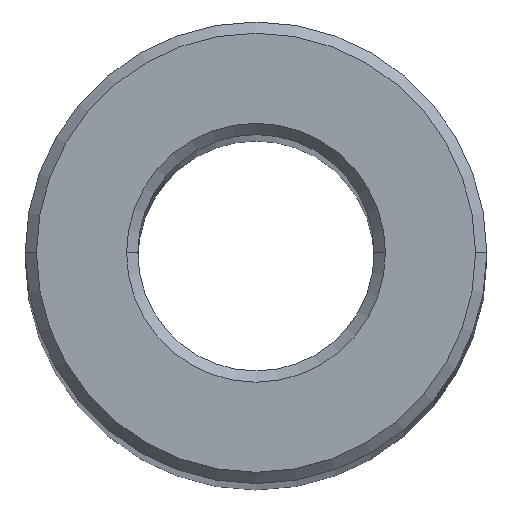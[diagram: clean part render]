
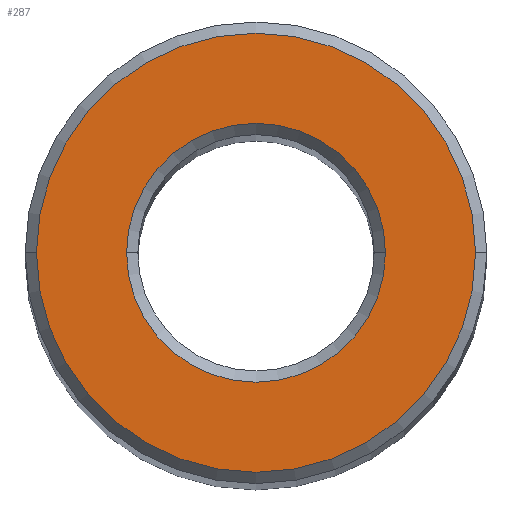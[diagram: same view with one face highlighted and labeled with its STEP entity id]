
A CAD part, top view. The second image highlights one B-rep face of the part: STEP entity #287.
In plain terms, the highlighted planar face has unit normal (0, 0, 1).
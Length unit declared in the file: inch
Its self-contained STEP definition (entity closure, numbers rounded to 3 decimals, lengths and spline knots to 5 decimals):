
#8 = CARTESIAN_POINT ( 'NONE',  ( 0., 0., 1.5 ) ) ;
#17 = DIRECTION ( 'NONE',  ( 0., 0., -1. ) ) ;
#31 = DIRECTION ( 'NONE',  ( 0., 0., -1. ) ) ;
#44 = DIRECTION ( 'NONE',  ( 1., 0., 0. ) ) ;
#48 = CIRCLE ( 'NONE', #67, 0.10515 ) ;
#54 = CARTESIAN_POINT ( 'NONE',  ( -0.17835, 0., 1.5 ) ) ;
#61 = DIRECTION ( 'NONE',  ( 1., 0., 0. ) ) ;
#63 = ORIENTED_EDGE ( 'NONE', *, *, #64, .T. ) ;
#64 = EDGE_CURVE ( 'NONE', #229, #181, #208, .T. ) ;
#67 = AXIS2_PLACEMENT_3D ( 'NONE', #450, #31, #61 ) ;
#71 = DIRECTION ( 'NONE',  ( 1., 0., 0. ) ) ;
#85 = VERTEX_POINT ( 'NONE', #357 ) ;
#94 = CARTESIAN_POINT ( 'NONE',  ( 0., 0., 1.5 ) ) ;
#106 = AXIS2_PLACEMENT_3D ( 'NONE', #393, #17, #216 ) ;
#127 = EDGE_CURVE ( 'NONE', #85, #163, #327, .T. ) ;
#136 = DIRECTION ( 'NONE',  ( 0., 0., 1. ) ) ;
#139 = ORIENTED_EDGE ( 'NONE', *, *, #291, .T. ) ;
#142 = AXIS2_PLACEMENT_3D ( 'NONE', #8, #149, #71 ) ;
#144 = CARTESIAN_POINT ( 'NONE',  ( 0., 0., 1.5 ) ) ;
#149 = DIRECTION ( 'NONE',  ( 0., 0., 1. ) ) ;
#153 = EDGE_CURVE ( 'NONE', #181, #229, #180, .T. ) ;
#163 = VERTEX_POINT ( 'NONE', #292 ) ;
#180 = CIRCLE ( 'NONE', #444, 0.17835 ) ;
#181 = VERTEX_POINT ( 'NONE', #224 ) ;
#189 = ORIENTED_EDGE ( 'NONE', *, *, #127, .T. ) ;
#195 = ORIENTED_EDGE ( 'NONE', *, *, #153, .T. ) ;
#199 = DIRECTION ( 'NONE',  ( 1., 0., 0. ) ) ;
#208 = CIRCLE ( 'NONE', #142, 0.17835 ) ;
#216 = DIRECTION ( 'NONE',  ( 1., 0., 0. ) ) ;
#224 = CARTESIAN_POINT ( 'NONE',  ( 0.17835, 0., 1.5 ) ) ;
#229 = VERTEX_POINT ( 'NONE', #54 ) ;
#247 = DIRECTION ( 'NONE',  ( 0., 0., 1. ) ) ;
#287 = ADVANCED_FACE ( 'NONE', ( #448, #414 ), #350, .T. ) ;
#291 = EDGE_CURVE ( 'NONE', #163, #85, #48, .T. ) ;
#292 = CARTESIAN_POINT ( 'NONE',  ( 0.10515, 0., 1.5 ) ) ;
#316 = EDGE_LOOP ( 'NONE', ( #139, #189 ) ) ;
#327 = CIRCLE ( 'NONE', #106, 0.10515 ) ;
#349 = EDGE_LOOP ( 'NONE', ( #63, #195 ) ) ;
#350 = PLANE ( 'NONE',  #388 ) ;
#357 = CARTESIAN_POINT ( 'NONE',  ( -0.10515, 0., 1.5 ) ) ;
#388 = AXIS2_PLACEMENT_3D ( 'NONE', #94, #136, #199 ) ;
#393 = CARTESIAN_POINT ( 'NONE',  ( 0., 0., 1.5 ) ) ;
#414 = FACE_BOUND ( 'NONE', #316, .T. ) ;
#444 = AXIS2_PLACEMENT_3D ( 'NONE', #144, #247, #44 ) ;
#448 = FACE_OUTER_BOUND ( 'NONE', #349, .T. ) ;
#450 = CARTESIAN_POINT ( 'NONE',  ( 0., 0., 1.5 ) ) ;
